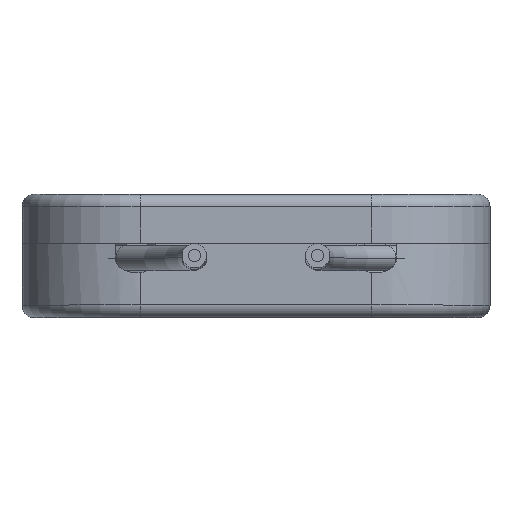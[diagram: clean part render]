
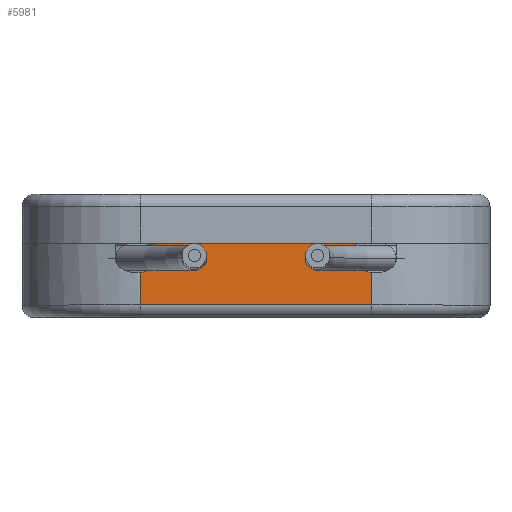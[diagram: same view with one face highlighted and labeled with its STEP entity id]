
A CAD part, top view. The second image highlights one B-rep face of the part: STEP entity #5981.
In plain terms, the highlighted planar face has unit normal (0, 0, 1).
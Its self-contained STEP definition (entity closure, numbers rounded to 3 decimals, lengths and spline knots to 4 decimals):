
#531=DIRECTION('',(1.,0.,0.));
#532=VECTOR('',#531,8.1199);
#533=CARTESIAN_POINT('',(-4.06,3.,5.8));
#534=LINE('',#533,#532);
#1023=DIRECTION('',(0.,-1.,0.));
#1024=VECTOR('',#1023,0.6);
#1025=CARTESIAN_POINT('',(4.06,3.,5.8));
#1026=LINE('',#1025,#1024);
#1027=DIRECTION('',(-1.,0.,0.));
#1028=VECTOR('',#1027,9.4);
#1029=CARTESIAN_POINT('',(4.7,0.5,5.8));
#1030=LINE('',#1029,#1028);
#1031=DIRECTION('',(0.,1.,0.));
#1032=VECTOR('',#1031,1.3101);
#1033=CARTESIAN_POINT('',(-4.7,0.5,5.8));
#1034=LINE('',#1033,#1032);
#1035=DIRECTION('',(0.,-1.,0.));
#1036=VECTOR('',#1035,0.6);
#1037=CARTESIAN_POINT('',(-4.06,3.,5.8));
#1038=LINE('',#1037,#1036);
#1733=CARTESIAN_POINT('',(-4.06,2.4,5.8));
#1734=CARTESIAN_POINT('',(-4.06,2.3046,5.8));
#1735=CARTESIAN_POINT('',(-4.1109,2.1579,5.8));
#1736=CARTESIAN_POINT('',(-4.2504,1.9926,5.8));
#1737=CARTESIAN_POINT('',(-4.4424,1.873,5.8));
#1738=CARTESIAN_POINT('',(-4.6055,1.8236,5.8));
#1739=CARTESIAN_POINT('',(-4.7,1.8101,5.8));
#2967=DIRECTION('',(0.,1.,0.));
#2968=VECTOR('',#2967,1.3101);
#2969=CARTESIAN_POINT('',(4.7,0.5,5.8));
#2970=LINE('',#2969,#2968);
#2990=CARTESIAN_POINT('',(4.7,1.8101,5.8));
#2992=CARTESIAN_POINT('',(4.7,1.8101,5.8));
#2993=CARTESIAN_POINT('',(4.6055,1.8236,5.8));
#2994=CARTESIAN_POINT('',(4.4424,1.873,5.8));
#2995=CARTESIAN_POINT('',(4.2504,1.9926,5.8));
#2996=CARTESIAN_POINT('',(4.1109,2.1579,5.8));
#2997=CARTESIAN_POINT('',(4.06,2.3046,5.8));
#2998=CARTESIAN_POINT('',(4.06,2.4,5.8));
#4122=CARTESIAN_POINT('',(4.7,0.5,5.8));
#4123=VERTEX_POINT('',#4122);
#4126=CARTESIAN_POINT('',(-4.7,0.5,5.8));
#4127=VERTEX_POINT('',#4126);
#4660=CARTESIAN_POINT('',(-4.06,3.,5.8));
#4661=CARTESIAN_POINT('',(4.06,3.,5.8));
#4662=VERTEX_POINT('',#4660);
#4663=VERTEX_POINT('',#4661);
#4669=CARTESIAN_POINT('',(-4.06,2.4,5.8));
#4671=VERTEX_POINT('',#4669);
#4680=VERTEX_POINT('',#1739);
#4693=CARTESIAN_POINT('',(4.06,2.4,5.8));
#4694=VERTEX_POINT('',#4693);
#4697=VERTEX_POINT('',#2990);
#5961=CARTESIAN_POINT('',(-4.7,0.,5.8));
#5962=DIRECTION('',(0.,0.,1.));
#5963=DIRECTION('',(1.,0.,0.));
#5964=AXIS2_PLACEMENT_3D('',#5961,#5962,#5963);
#5965=PLANE('',#5964);
#5967=ORIENTED_EDGE('',*,*,#5966,.T.);
#5969=ORIENTED_EDGE('',*,*,#5968,.F.);
#5971=ORIENTED_EDGE('',*,*,#5970,.F.);
#5972=ORIENTED_EDGE('',*,*,#4913,.T.);
#5974=ORIENTED_EDGE('',*,*,#5973,.T.);
#5976=ORIENTED_EDGE('',*,*,#5975,.F.);
#5977=ORIENTED_EDGE('',*,*,#5948,.F.);
#5978=ORIENTED_EDGE('',*,*,#5440,.T.);
#5979=EDGE_LOOP('',(#5967,#5969,#5971,#5972,#5974,#5976,#5977,#5978));
#5980=FACE_OUTER_BOUND('',#5979,.F.);
#5981=ADVANCED_FACE('',(#5980),#5965,.T.);
#1740=B_SPLINE_CURVE_WITH_KNOTS('',3,(#1733,#1734,#1735,#1736,#1737,#1738,
#1739),.UNSPECIFIED.,.F.,.F.,(4,1,1,1,4),(0.,0.25,0.5,0.75,1.),
.UNSPECIFIED.);
#2999=B_SPLINE_CURVE_WITH_KNOTS('',3,(#2992,#2993,#2994,#2995,#2996,#2997,
#2998),.UNSPECIFIED.,.F.,.F.,(4,1,1,1,4),(0.,0.25,0.5,0.75,1.),
.UNSPECIFIED.);
#4913=EDGE_CURVE('',#4123,#4127,#1030,.T.);
#5440=EDGE_CURVE('',#4662,#4663,#534,.T.);
#5948=EDGE_CURVE('',#4662,#4671,#1038,.T.);
#5966=EDGE_CURVE('',#4663,#4694,#1026,.T.);
#5968=EDGE_CURVE('',#4697,#4694,#2999,.T.);
#5970=EDGE_CURVE('',#4123,#4697,#2970,.T.);
#5973=EDGE_CURVE('',#4127,#4680,#1034,.T.);
#5975=EDGE_CURVE('',#4671,#4680,#1740,.T.);
